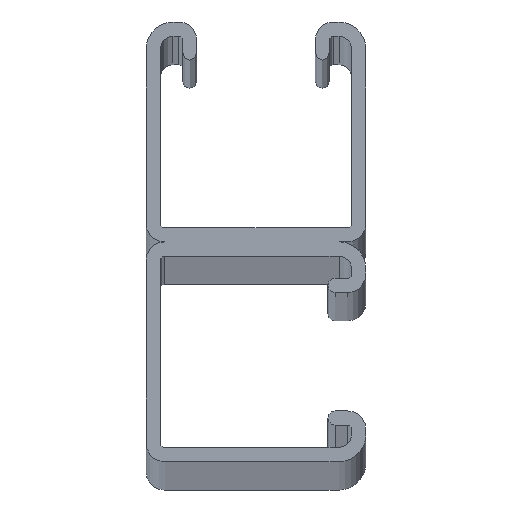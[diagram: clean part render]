
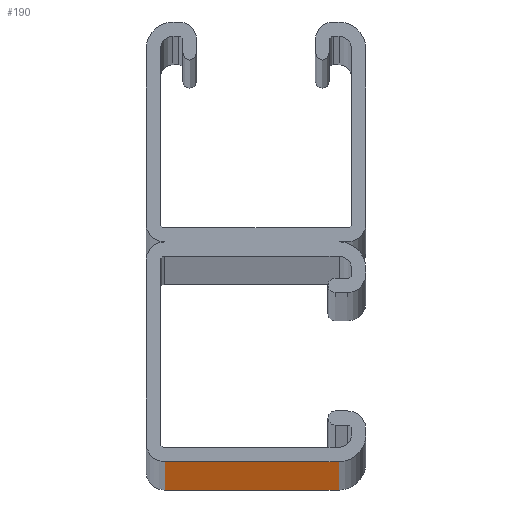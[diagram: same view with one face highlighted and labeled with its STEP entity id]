
A CAD part, top view. The second image highlights one B-rep face of the part: STEP entity #190.
In plain terms, the highlighted planar face has unit normal (0, -1, 0).
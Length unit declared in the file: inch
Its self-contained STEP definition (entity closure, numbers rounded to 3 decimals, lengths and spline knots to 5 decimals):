
#190=ADVANCED_FACE('',(#378),#379,.T.);
#378=FACE_OUTER_BOUND('',#562,.T.);
#379=PLANE('',#563);
#562=EDGE_LOOP('',(#1107,#1108,#1109,#1110));
#563=AXIS2_PLACEMENT_3D('',#1111,#1112,#1113);
#1107=ORIENTED_EDGE('',*,*,#1251,.T.);
#1108=ORIENTED_EDGE('',*,*,#1214,.F.);
#1109=ORIENTED_EDGE('',*,*,#1278,.T.);
#1110=ORIENTED_EDGE('',*,*,#1385,.T.);
#1111=CARTESIAN_POINT('',(-0.03125,-1.625,0.0));
#1112=DIRECTION('',(0.,-1.0,0.0));
#1113=DIRECTION('',(1.0,0.,0.0));
#1214=EDGE_CURVE('',#1483,#1478,#1485,.T.);
#1251=EDGE_CURVE('',#1550,#1478,#1551,.T.);
#1278=EDGE_CURVE('',#1483,#1596,#1598,.T.);
#1385=EDGE_CURVE('',#1596,#1550,#1730,.T.);
#1478=VERTEX_POINT('',#1847);
#1483=VERTEX_POINT('',#1853);
#1485=LINE('',#1855,#1856);
#1550=VERTEX_POINT('',#1939);
#1551=LINE('',#1940,#1941);
#1596=VERTEX_POINT('',#1999);
#1598=LINE('',#2001,#2002);
#1730=LINE('',#2184,#2185);
#1847=CARTESIAN_POINT('',(-0.67625,-1.625,120.0));
#1853=CARTESIAN_POINT('',(-0.67625,-1.625,0.0));
#1855=CARTESIAN_POINT('',(-0.67625,-1.625,0.0));
#1856=VECTOR('',#2267,1.0);
#1939=CARTESIAN_POINT('',(0.61375,-1.625,120.0));
#1940=CARTESIAN_POINT('',(-0.67625,-1.625,120.0));
#1941=VECTOR('',#2337,1.0);
#1999=CARTESIAN_POINT('',(0.61375,-1.625,0.0));
#2001=CARTESIAN_POINT('',(-0.67625,-1.625,0.0));
#2002=VECTOR('',#2384,1.0);
#2184=CARTESIAN_POINT('',(0.61375,-1.625,0.0));
#2185=VECTOR('',#2483,1.0);
#2267=DIRECTION('',(0.0,0.0,1.0));
#2337=DIRECTION('',(-1.0,0.,-0.0));
#2384=DIRECTION('',(1.0,0.,0.0));
#2483=DIRECTION('',(0.0,0.0,1.0));
